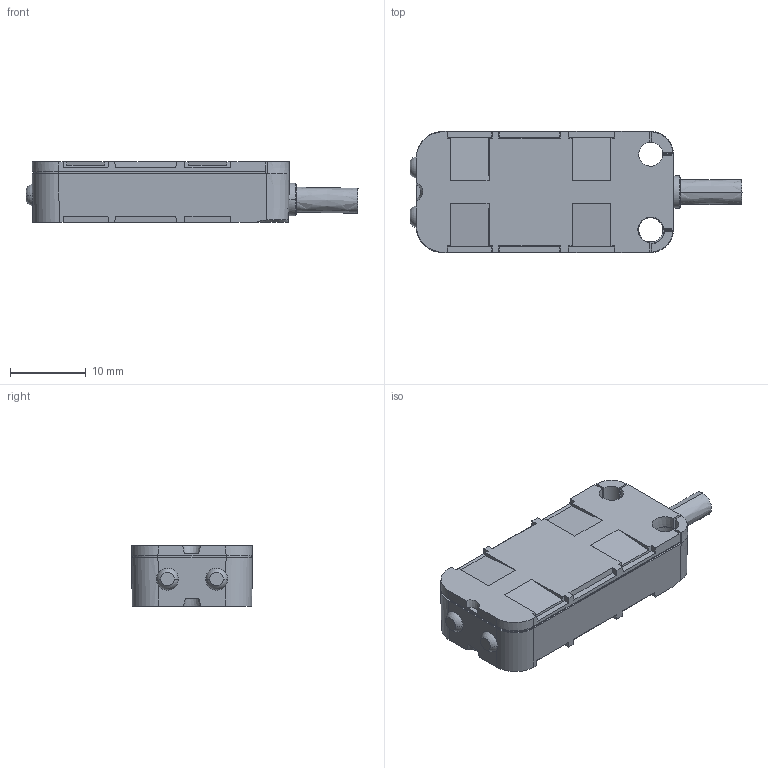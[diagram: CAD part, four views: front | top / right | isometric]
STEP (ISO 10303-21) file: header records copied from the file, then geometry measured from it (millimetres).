
FILE_DESCRIPTION(('Creo Elements/Direct Modeling STEP Export'),'2;1');
FILE_NAME('sensor-simpel.stp','2017-10-02T11:47:23',('Palle Edslev '),('EDSLEV A/S'),'Creo Elements/Direct Modeling STEP processor for AP214 (Solid Model)','Creo Elements/Direct Modeling 18.1H 24-Oct-2015 (C) Parametric Technology GmbH','');
FILE_SCHEMA(('AUTOMOTIVE_DESIGN { 1 0 10303 214 1 1 1 1 }'));
Length unit declared in the file: millimetre
Products named in the file (2): Sensor-simpel
Assembly tree (1 placements, depth 2):
  Sensor-simpel
    Sensor-simpel
Bounding box: 43.87 x 16 x 8 mm (x, y, z)
Volume: 4079.6 mm3; surface area: 2092.1 mm2
Topology: 1 solids, 1 shells, 198 faces, 560 edges, 371 vertices
Faces by surface type: plane 149, cylinder 28, cone 14, sphere 4, extrusion 2, torus 1
Entity records: 6713 total; most frequent: CARTESIAN_POINT 1663, ORIENTED_EDGE 1120, DIRECTION 938, EDGE_CURVE 560, VECTOR 422, LINE 420, VERTEX_POINT 371, AXIS2_PLACEMENT_3D 258
